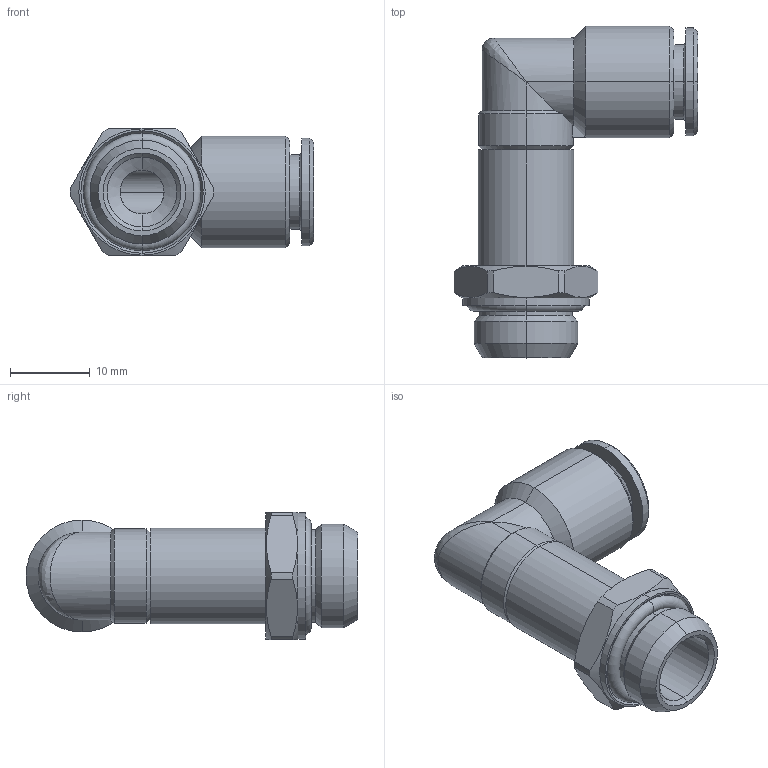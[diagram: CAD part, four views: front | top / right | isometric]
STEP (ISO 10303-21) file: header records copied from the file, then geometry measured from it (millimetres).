
FILE_DESCRIPTION(( 'RT.19.08.14.STEP' ), '1');
FILE_NAME( 'RT.19.08.14.STEP', '2018-10-08T15:04:13',( 'Sopra'),('sopra-pneumatic.com'), 'SwSTEP 2.0','SolidWorks 2009','' );
FILE_SCHEMA (( 'CONFIG_CONTROL_DESIGN' ));
Length unit declared in the file: millimetre
Products named in the file (1): B0090042
Bounding box: 30.5 x 41.5 x 16 mm (x, y, z)
Volume: 4586.2 mm3; surface area: 4456 mm2
Topology: 2 solids, 4 shells, 104 faces, 233 edges, 140 vertices
Faces by surface type: cylinder 42, cone 31, plane 26, torus 4, bspline 1
Entity records: 3618 total; most frequent: CARTESIAN_POINT 1233, DIRECTION 508, ORIENTED_EDGE 462, EDGE_CURVE 231, AXIS2_PLACEMENT_3D 206, VERTEX_POINT 140, EDGE_LOOP 113, FACE_OUTER_BOUND 104
